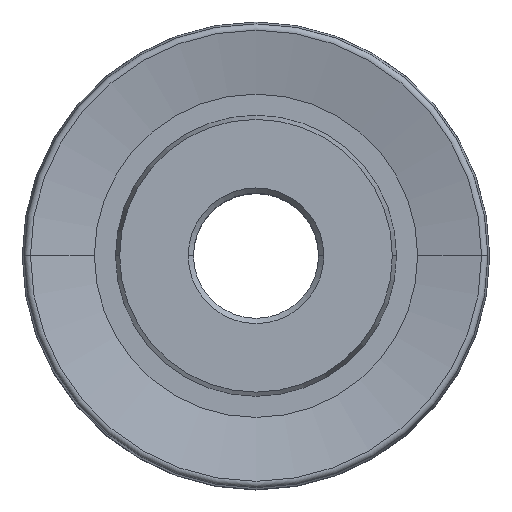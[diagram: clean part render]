
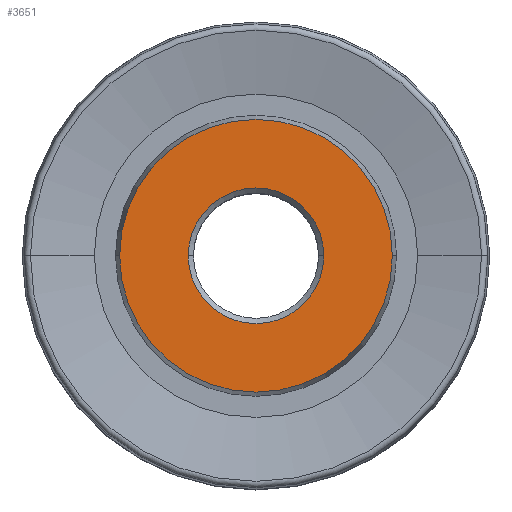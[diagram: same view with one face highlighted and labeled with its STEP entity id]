
A CAD part, top view. The second image highlights one B-rep face of the part: STEP entity #3651.
In plain terms, the highlighted planar face has unit normal (0, 0, 1).
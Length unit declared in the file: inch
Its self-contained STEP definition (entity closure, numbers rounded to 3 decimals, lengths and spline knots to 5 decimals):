
#24 = DIRECTION ( 'NONE',  ( 1., 0., 0. ) ) ;
#95 = EDGE_LOOP ( 'NONE', ( #1624, #1714 ) ) ;
#160 = DIRECTION ( 'NONE',  ( 1., 0., 0. ) ) ;
#252 = CIRCLE ( 'NONE', #1539, 0.2575 ) ;
#281 = VERTEX_POINT ( 'NONE', #768 ) ;
#576 = CARTESIAN_POINT ( 'NONE',  ( 0., 0., 0.2855 ) ) ;
#722 = CARTESIAN_POINT ( 'NONE',  ( 0.12811, 0., 0.2855 ) ) ;
#768 = CARTESIAN_POINT ( 'NONE',  ( 0.2575, 0., 0.2855 ) ) ;
#813 = DIRECTION ( 'NONE',  ( 0., 0., 1. ) ) ;
#816 = FACE_BOUND ( 'NONE', #3311, .T. ) ;
#903 = DIRECTION ( 'NONE',  ( 0., 0., 1. ) ) ;
#1061 = ORIENTED_EDGE ( 'NONE', *, *, #1252, .T. ) ;
#1220 = CARTESIAN_POINT ( 'NONE',  ( -0.2575, 0., 0.2855 ) ) ;
#1252 = EDGE_CURVE ( 'NONE', #3045, #1679, #1908, .T. ) ;
#1539 = AXIS2_PLACEMENT_3D ( 'NONE', #2632, #813, #2910 ) ;
#1557 = CIRCLE ( 'NONE', #2706, 0.12811 ) ;
#1624 = ORIENTED_EDGE ( 'NONE', *, *, #2326, .T. ) ;
#1668 = CARTESIAN_POINT ( 'NONE',  ( 0., 0., 0.2855 ) ) ;
#1679 = VERTEX_POINT ( 'NONE', #722 ) ;
#1714 = ORIENTED_EDGE ( 'NONE', *, *, #1802, .T. ) ;
#1802 = EDGE_CURVE ( 'NONE', #281, #1996, #252, .T. ) ;
#1888 = DIRECTION ( 'NONE',  ( 0., 0., -1. ) ) ;
#1908 = CIRCLE ( 'NONE', #3230, 0.12811 ) ;
#1976 = DIRECTION ( 'NONE',  ( 1., 0., 0. ) ) ;
#1996 = VERTEX_POINT ( 'NONE', #1220 ) ;
#2025 = DIRECTION ( 'NONE',  ( 0., 0., -1. ) ) ;
#2055 = CIRCLE ( 'NONE', #2594, 0.2575 ) ;
#2250 = FACE_OUTER_BOUND ( 'NONE', #95, .T. ) ;
#2326 = EDGE_CURVE ( 'NONE', #1996, #281, #2055, .T. ) ;
#2414 = PLANE ( 'NONE',  #3407 ) ;
#2568 = ORIENTED_EDGE ( 'NONE', *, *, #2724, .T. ) ;
#2594 = AXIS2_PLACEMENT_3D ( 'NONE', #1668, #3731, #1976 ) ;
#2632 = CARTESIAN_POINT ( 'NONE',  ( 0., 0., 0.2855 ) ) ;
#2706 = AXIS2_PLACEMENT_3D ( 'NONE', #3649, #1888, #24 ) ;
#2724 = EDGE_CURVE ( 'NONE', #1679, #3045, #1557, .T. ) ;
#2910 = DIRECTION ( 'NONE',  ( 1., 0., 0. ) ) ;
#3004 = DIRECTION ( 'NONE',  ( 1., 0., 0. ) ) ;
#3045 = VERTEX_POINT ( 'NONE', #3538 ) ;
#3230 = AXIS2_PLACEMENT_3D ( 'NONE', #3777, #2025, #160 ) ;
#3311 = EDGE_LOOP ( 'NONE', ( #2568, #1061 ) ) ;
#3407 = AXIS2_PLACEMENT_3D ( 'NONE', #576, #903, #3004 ) ;
#3538 = CARTESIAN_POINT ( 'NONE',  ( -0.12811, 0., 0.2855 ) ) ;
#3649 = CARTESIAN_POINT ( 'NONE',  ( 0., 0., 0.2855 ) ) ;
#3651 = ADVANCED_FACE ( 'NONE', ( #2250, #816 ), #2414, .T. ) ;
#3731 = DIRECTION ( 'NONE',  ( 0., 0., 1. ) ) ;
#3777 = CARTESIAN_POINT ( 'NONE',  ( 0., 0., 0.2855 ) ) ;
